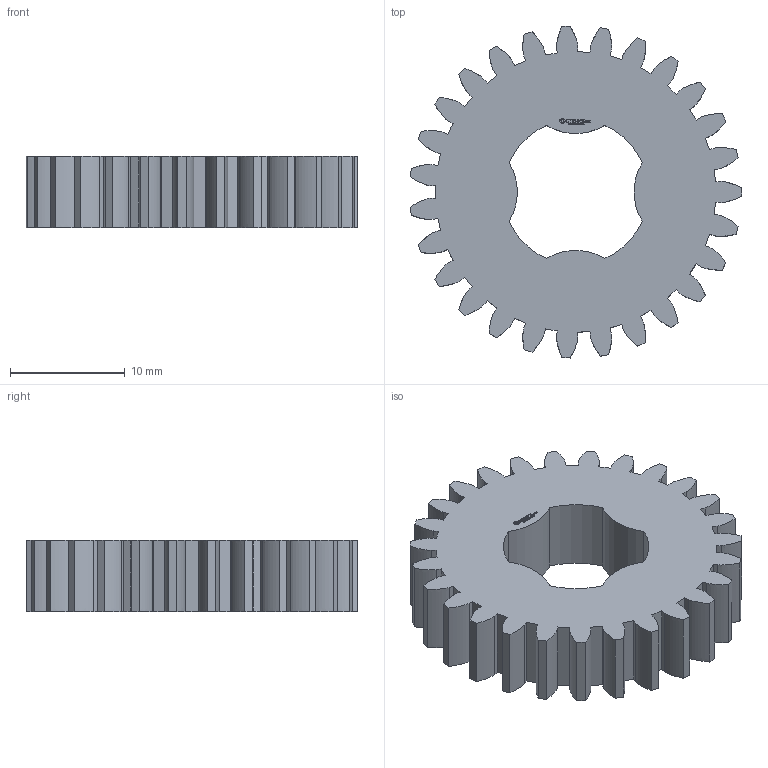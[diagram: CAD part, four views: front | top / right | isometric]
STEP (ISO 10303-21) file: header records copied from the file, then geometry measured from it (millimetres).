
FILE_DESCRIPTION(('FreeCAD Model'),'2;1');
FILE_NAME('Open CASCADE Shape Model','2024-03-09T18:45:19',(''),(''), 'Open CASCADE STEP processor 7.6','FreeCAD','Unknown');
FILE_SCHEMA(('AUTOMOTIVE_DESIGN { 1 0 10303 214 1 1 1 1 }'));
Length unit declared in the file: millimetre
Products named in the file (1): Gear Wheel PLN TTH27 BU00.50 SFT-SHD - SPN-GWH-0086 (stemfie.org)
Bounding box: 28.94 x 28.98 x 6.25 mm (x, y, z)
Volume: 2835.7 mm3; surface area: 2265.5 mm2
Topology: 1 solids, 1 shells, 663 faces, 1884 edges, 1256 vertices
Faces by surface type: extrusion 344, plane 311, cylinder 8
Entity records: 55554 total; most frequent: CARTESIAN_POINT 15622, DIRECTION 5276, VECTOR 4588, LINE 4244, ORIENTED_EDGE 3768, PCURVE 3768, DEFINITIONAL_REPRESENTATION 3768, EDGE_CURVE 1884
